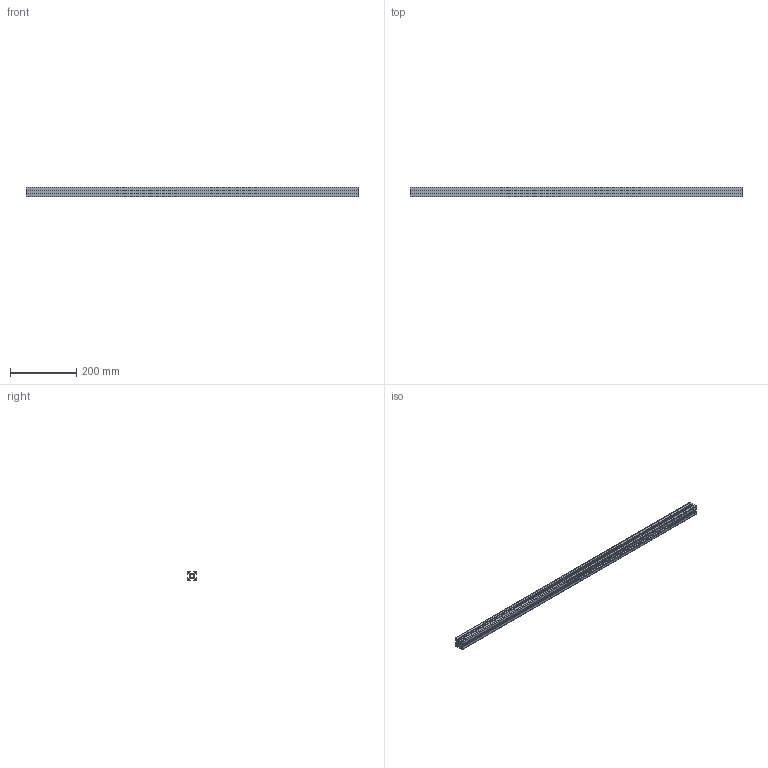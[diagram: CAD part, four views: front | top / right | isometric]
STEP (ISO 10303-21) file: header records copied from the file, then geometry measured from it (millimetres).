
FILE_DESCRIPTION (( 'STEP AP214' ), '1' );
FILE_NAME ('1.0303.4.SPSS.AB.STEP', '2025-06-11T13:40:36', ( '' ), ( '' ), 'SwSTEP 2.0', 'SolidWorks 2023', '' );
FILE_SCHEMA (( 'AUTOMOTIVE_DESIGN' ));
Length unit declared in the file: millimetre
Products named in the file (1): 1.0303.4.SPSS.AB
Bounding box: 1000 x 30 x 30 mm (x, y, z)
Volume: 316264.9 mm3; surface area: 324738.6 mm2
Topology: 1 solids, 1 shells, 109 faces, 321 edges, 214 vertices
Faces by surface type: plane 62, cylinder 47
Entity records: 3692 total; most frequent: CARTESIAN_POINT 645, ORIENTED_EDGE 642, DIRECTION 635, EDGE_CURVE 321, LINE 227, VECTOR 227, VERTEX_POINT 214, AXIS2_PLACEMENT_3D 204
